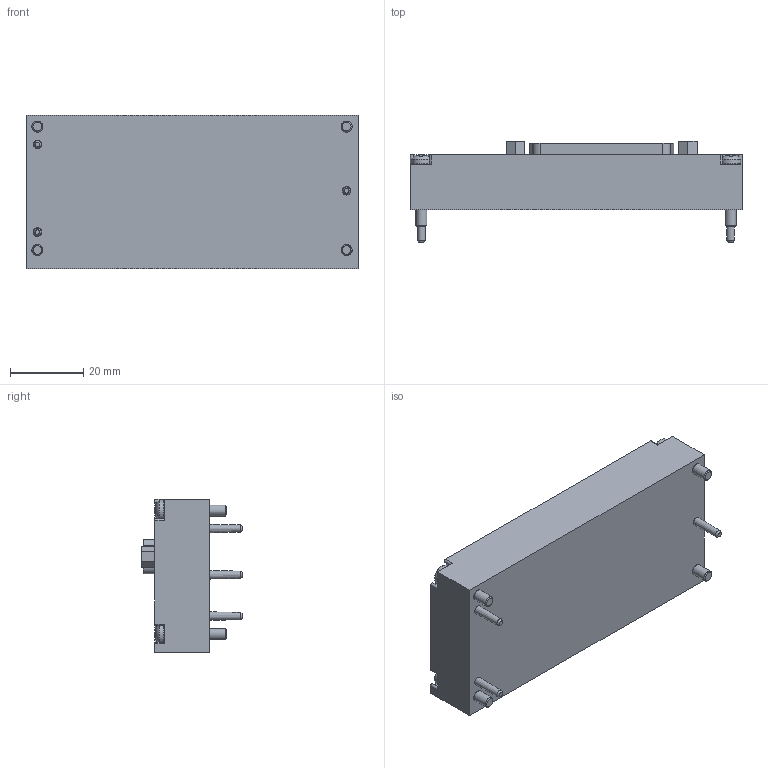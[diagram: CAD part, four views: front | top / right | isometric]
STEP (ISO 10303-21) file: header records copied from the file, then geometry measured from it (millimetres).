
FILE_DESCRIPTION(/* description */ ('STEP AP214'),/* implementation_level */ '2;1');
FILE_NAME(/* name */ '573446_VAEM-L1-S-M1-44',/* time_stamp */ '2024-09-12T15:45:21+02:00',/* author */ ('License CC BY-ND 4.0'),/* organization */ ('CADENAS'),/* preprocessor_version */ 'ST-DEVELOPER v19.3',/* originating_system */ 'PARTsolutions',/* authorisation */ ' ');
FILE_SCHEMA (('AUTOMOTIVE_DESIGN {1 0 10303 214 3 1 1}'));
Length unit declared in the file: millimetre
Products named in the file (3): 573446 VAEM-L1-S-M1-44---(0); 573446 VAEM-L1-S-M1-44---(0)_p; 1426888 F-M3x17-10.9
Assembly tree (5 placements, depth 2):
  573446 VAEM-L1-S-M1-44---(0)
    573446 VAEM-L1-S-M1-44---(0)_p
    1426888 F-M3x17-10.9  x4
Bounding box: 90.5 x 27.63 x 41.85 mm (x, y, z)
Volume: 56266.2 mm3; surface area: 14819.3 mm2
Topology: 5 solids, 5 shells, 337 faces, 734 edges, 462 vertices
Faces by surface type: cylinder 130, plane 109, torus 56, cone 42
Full cylindrical faces by diameter (mm): 0.95 x44, 2.156 x2, 2.6 x4, 2.8 x4, 3 x4, 5.6 x4
Entity records: 5814 total; most frequent: DIRECTION 1060, CARTESIAN_POINT 992, ORIENTED_EDGE 740, AXIS2_PLACEMENT_3D 468, FACE_BOUND 412, EDGE_LOOP 410, EDGE_CURVE 370, VERTEX_POINT 302
